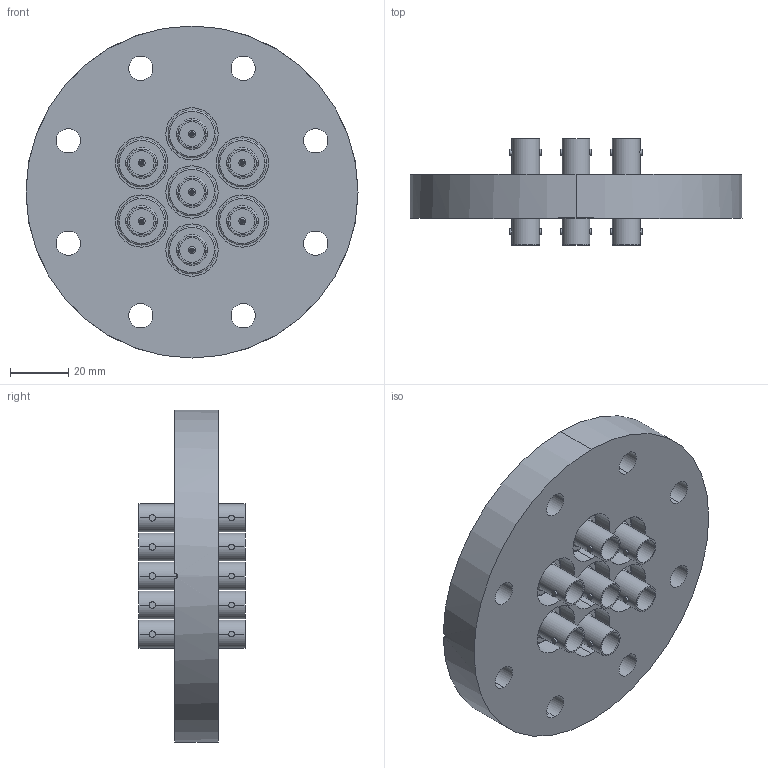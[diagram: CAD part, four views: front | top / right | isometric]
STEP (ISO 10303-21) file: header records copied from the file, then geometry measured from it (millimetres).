
FILE_DESCRIPTION (( 'STEP AP214' ), '1' );
FILE_NAME ('242-BNCD50-C63-7.step', '2025-02-18T20:45:23', ( '' ), ( '' ), 'SwSTEP 2.0', 'SolidWorks 2022', '' );
FILE_SCHEMA (( 'AUTOMOTIVE_DESIGN' ));
Length unit declared in the file: millimetre
Products named in the file (3): 242-BNCD50-C63-7; 242-BNCD50-I; 9411-C63-16.5-7_411-CB63
Assembly tree (8 placements, depth 2):
  242-BNCD50-C63-7
    9411-C63-16.5-7_411-CB63
    242-BNCD50-I  x7
Bounding box: 114.3 x 36.5 x 114.3 mm (x, y, z)
Volume: 126321.4 mm3; surface area: 55003 mm2
Topology: 8 solids, 15 shells, 478 faces, 1032 edges, 654 vertices
Faces by surface type: cylinder 288, plane 130, cone 32, bspline 28
Entity records: 4625 total; most frequent: CARTESIAN_POINT 873, DIRECTION 712, ORIENTED_EDGE 576, AXIS2_PLACEMENT_3D 307, EDGE_CURVE 288, VERTEX_POINT 186, CIRCLE 176, EDGE_LOOP 172
